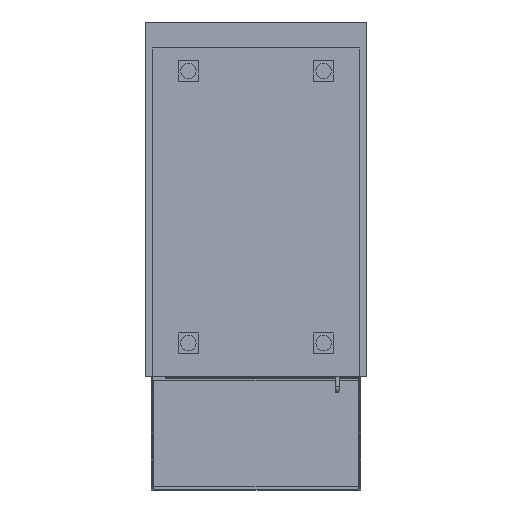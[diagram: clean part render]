
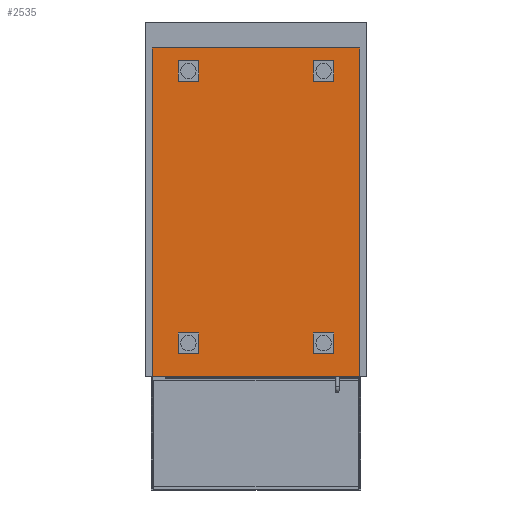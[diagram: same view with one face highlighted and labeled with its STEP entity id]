
A CAD part, front view. The second image highlights one B-rep face of the part: STEP entity #2535.
In plain terms, the highlighted planar face has unit normal (0, -1, 0).
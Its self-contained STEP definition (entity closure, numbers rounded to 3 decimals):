
#127 = CARTESIAN_POINT ( 'NONE',  ( -203.5, -498., -347.5 ) ) ;
#171 = CARTESIAN_POINT ( 'NONE',  ( -203.5, -498., 296.5 ) ) ;
#182 = DIRECTION ( 'NONE',  ( 0., -1., 0. ) ) ;
#1042 = CARTESIAN_POINT ( 'NONE',  ( 203.5, -498., 296.5 ) ) ;
#1264 = LINE ( 'NONE', #127, #6990 ) ;
#1447 = AXIS2_PLACEMENT_3D ( 'NONE', #1766, #182, #1730 ) ;
#1563 = EDGE_CURVE ( 'NONE', #7166, #9268, #6343, .T. ) ;
#1730 = DIRECTION ( 'NONE',  ( 0., 0., -1. ) ) ;
#1766 = CARTESIAN_POINT ( 'NONE',  ( 0., -498., 0. ) ) ;
#1779 = ORIENTED_EDGE ( 'NONE', *, *, #3965, .T. ) ;
#1792 = VERTEX_POINT ( 'NONE', #4507 ) ;
#2486 = PLANE ( 'NONE',  #1447 ) ;
#2535 = ADVANCED_FACE ( 'NONE', ( #7748 ), #2486, .T. ) ;
#2710 = VERTEX_POINT ( 'NONE', #1042 ) ;
#2826 = DIRECTION ( 'NONE',  ( 0., 0., 1. ) ) ;
#2954 = CARTESIAN_POINT ( 'NONE',  ( -203.5, -498., -347.5 ) ) ;
#3013 = VECTOR ( 'NONE', #2826, 1000. ) ;
#3797 = ORIENTED_EDGE ( 'NONE', *, *, #3808, .T. ) ;
#3808 = EDGE_CURVE ( 'NONE', #1792, #2710, #4862, .T. ) ;
#3965 = EDGE_CURVE ( 'NONE', #9268, #1792, #1264, .T. ) ;
#4507 = CARTESIAN_POINT ( 'NONE',  ( 203.5, -498., -347.5 ) ) ;
#4713 = LINE ( 'NONE', #7500, #5181 ) ;
#4862 = LINE ( 'NONE', #8901, #3013 ) ;
#5181 = VECTOR ( 'NONE', #8282, 1000. ) ;
#5329 = DIRECTION ( 'NONE',  ( 1., 0., 0. ) ) ;
#5397 = EDGE_CURVE ( 'NONE', #2710, #7166, #4713, .T. ) ;
#6343 = LINE ( 'NONE', #171, #9436 ) ;
#6866 = ORIENTED_EDGE ( 'NONE', *, *, #1563, .T. ) ;
#6990 = VECTOR ( 'NONE', #5329, 1000. ) ;
#7166 = VERTEX_POINT ( 'NONE', #8213 ) ;
#7464 = EDGE_LOOP ( 'NONE', ( #6866, #1779, #3797, #7902 ) ) ;
#7500 = CARTESIAN_POINT ( 'NONE',  ( -203.5, -498., 296.5 ) ) ;
#7748 = FACE_OUTER_BOUND ( 'NONE', #7464, .T. ) ;
#7902 = ORIENTED_EDGE ( 'NONE', *, *, #5397, .T. ) ;
#8213 = CARTESIAN_POINT ( 'NONE',  ( -203.5, -498., 296.5 ) ) ;
#8282 = DIRECTION ( 'NONE',  ( -1., 0., 0. ) ) ;
#8901 = CARTESIAN_POINT ( 'NONE',  ( 203.5, -498., 296.5 ) ) ;
#9180 = DIRECTION ( 'NONE',  ( 0., 0., -1. ) ) ;
#9268 = VERTEX_POINT ( 'NONE', #2954 ) ;
#9436 = VECTOR ( 'NONE', #9180, 1000. ) ;
